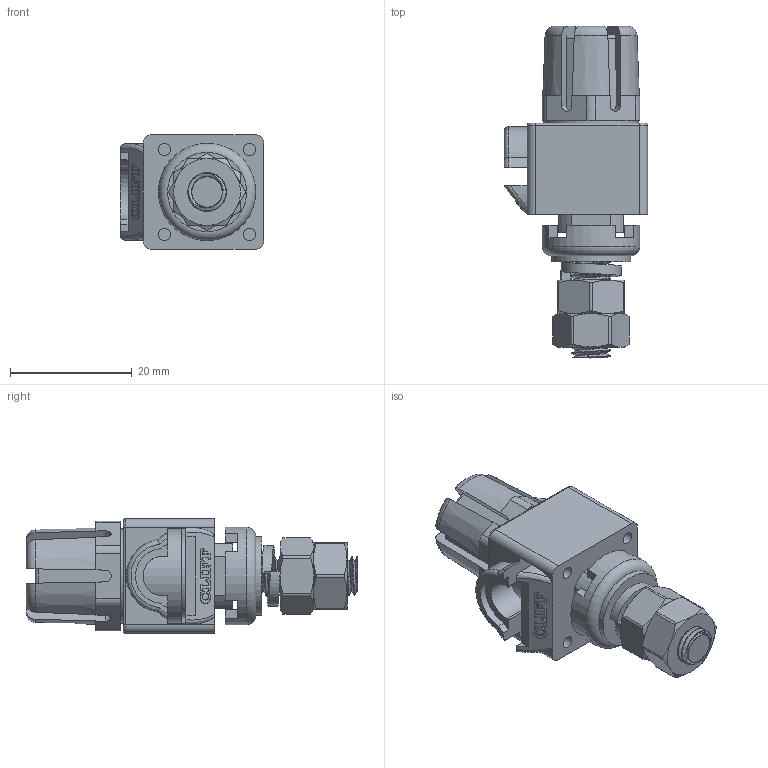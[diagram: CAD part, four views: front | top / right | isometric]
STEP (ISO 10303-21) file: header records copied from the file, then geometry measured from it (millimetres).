
FILE_DESCRIPTION(/* description */ (''),/* implementation_level */ '2;1');
FILE_NAME(/* name */ 'TP60 tim black.stp',/* time_stamp */ '2025-10-02T10:29:03+01:00',/* author */ ('TOttley'),/* organization */ (''),/* preprocessor_version */ 'ST-DEVELOPER v20',/* originating_system */ 'Autodesk Inventor 2025',/* authorisation */ '');
FILE_SCHEMA (('AUTOMOTIVE_DESIGN { 1 0 10303 214 3 1 1 }'));
Products named in the file (11): TP60; TPP60 Top Ins; Spindle; D Washer; 198-21 TP60GN TERMINAL KNOB INSERT AU; Colour Ident; Xtreme TP60 Knob; FCR159791SA6 Washer; Nut; 198-06 Rear Ins; FCR159791SA7 spring washer
Assembly tree (11 placements, depth 2):
  TP60
    TPP60 Top Ins
    Spindle
    D Washer
    198-21 TP60GN TERMINAL KNOB INSERT AU
    Colour Ident
    Xtreme TP60 Knob
    FCR159791SA6 Washer
    Nut  x2
    198-06 Rear Ins
    FCR159791SA7 spring washer
Bounding box: 23.55 x 54.6 x 18.9 mm (x, y, z)
Volume: 9557.7 mm3; surface area: 13860.7 mm2
Topology: 15 solids, 15 shells, 949 faces, 2631 edges, 1741 vertices
Faces by surface type: plane 533, cylinder 227, bspline 136, cone 39, torus 14
Full cylindrical faces by diameter (mm): 2 x4, 4.035 x1, 5 x1, 5.005 x12, 6.35 x33, 6.4 x1, 6.45 x1, 6.5 x1, 6.72 x1, 6.8 x2, 7 x1, 7.956 x2, 8 x1, 8.4 x1, 9.525 x13, 9.92 x1, 10 x1, 11.8 x2, 12 x1, 13 x1, 13.8 x1, 15.5 x1, 16 x1
Entity records: 50458 total; most frequent: CARTESIAN_POINT 27037, ORIENTED_EDGE 5052, DIRECTION 4111, EDGE_CURVE 2526, VERTEX_POINT 1675, LINE 1633, VECTOR 1633, AXIS2_PLACEMENT_3D 1239
